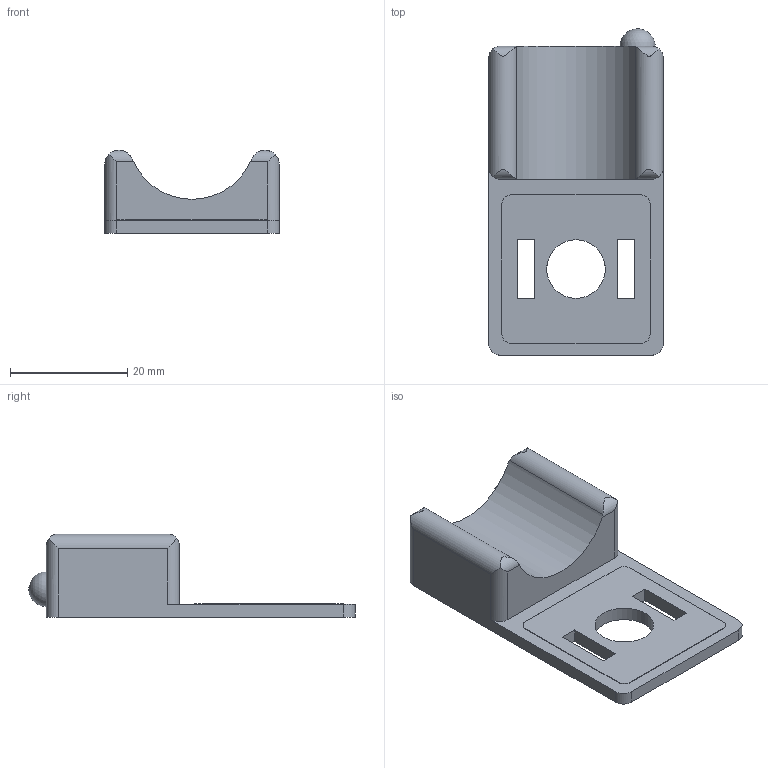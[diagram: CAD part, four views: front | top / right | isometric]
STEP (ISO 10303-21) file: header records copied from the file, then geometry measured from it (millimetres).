
FILE_DESCRIPTION(/* description */ ('STEP AP214'),/* implementation_level */ '2;1');
FILE_NAME(/* name */ '10001_MCL-230AC',/* time_stamp */ '2024-09-05T04:16:55+02:00',/* author */ ('License CC BY-ND 4.0'),/* organization */ ('CADENAS'),/* preprocessor_version */ 'ST-DEVELOPER v19.3',/* originating_system */ 'PARTsolutions',/* authorisation */ ' ');
FILE_SCHEMA (('AUTOMOTIVE_DESIGN {1 0 10303 214 3 1 1}'));
Length unit declared in the file: millimetre
Products named in the file (1): 10001 MCL-220/230-50
Bounding box: 29.8 x 55.7 x 14.28 mm (x, y, z)
Volume: 8257.5 mm3; surface area: 4509.4 mm2
Topology: 1 solids, 1 shells, 49 faces, 136 edges, 90 vertices
Faces by surface type: plane 25, cylinder 23, sphere 1
Full cylindrical faces by diameter (mm): 10 x1
Entity records: 1973 total; most frequent: CARTESIAN_POINT 350, ORIENTED_EDGE 264, DIRECTION 253, EDGE_CURVE 132, VERTEX_POINT 88, LINE 85, VECTOR 85, AXIS2_PLACEMENT_3D 84
